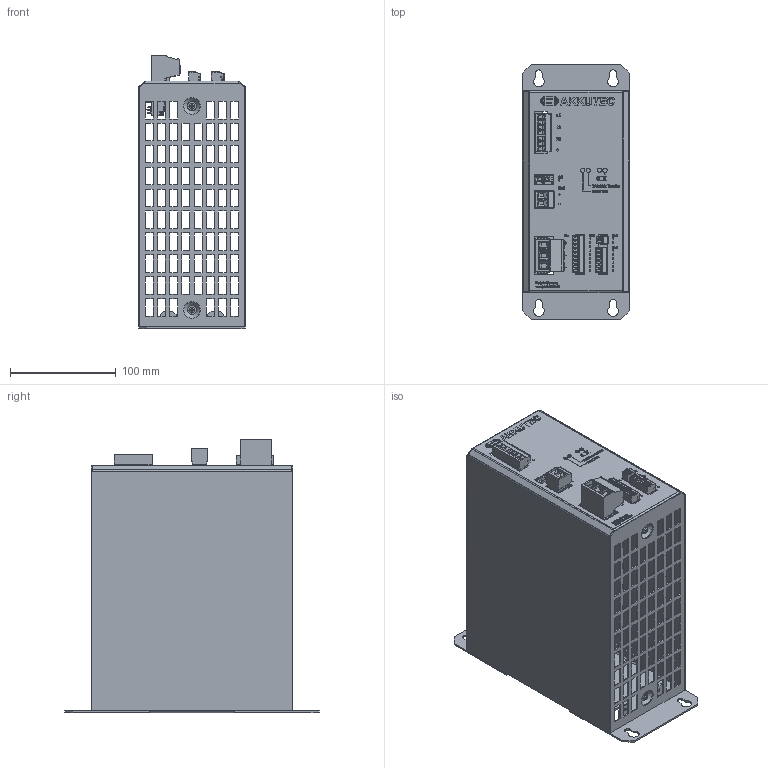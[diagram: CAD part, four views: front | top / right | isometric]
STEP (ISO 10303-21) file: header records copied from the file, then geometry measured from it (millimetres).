
FILE_DESCRIPTION(/* description */ (''),/* implementation_level */ '2;1');
FILE_NAME(/* name */ 'AKKUTEC4810.stp',/* time_stamp */ '2023-06-19T10:08:11-04:00',/* author */ ('altec'),/* organization */ (''),/* preprocessor_version */ 'ST-DEVELOPER v19.2',/* originating_system */ 'Autodesk Inventor 2024',/* authorisation */ '');
FILE_SCHEMA (('AUTOMOTIVE_DESIGN { 1 0 10303 214 3 1 1 }'));
Products named in the file (19): AKKUTEC4810; L33G1K01; L33G1K02; mc_1.5-9-G-3.81; mc_1.5-9-st-3.81; MC 1,5-6-ST-3,81; MC 1,5-6-G-3,81; MC 1,5 2-G-3,5; MC 1,5 2-ST-3,5; PC6-3-G-10,16; PC6-3-ST-10,16; pc_4-2-st-7.62; PC_4-2-G-7.62; MSTB 2,5-7-G-5,08; MSTB 2,5-7-ST-5,08; ISO 7049 - ST2,9 x 6,5 - F - HDIN ISO; Front 2,5-H-SA5; 0313G01Z02; AKKUTEC Altech Logo
Assembly tree (21 placements, depth 2):
  AKKUTEC4810
    L33G1K01
    L33G1K02
    mc_1.5-9-G-3.81
    mc_1.5-9-st-3.81
    MC 1,5-6-ST-3,81
    MC 1,5-6-G-3,81
    MC 1,5 2-G-3,5
    MC 1,5 2-ST-3,5
    PC6-3-G-10,16
    PC6-3-ST-10,16
    pc_4-2-st-7.62
    PC_4-2-G-7.62
    MSTB 2,5-7-G-5,08
    MSTB 2,5-7-ST-5,08
    ISO 7049 - ST2,9 x 6,5 - F - HDIN ISO  x4
    Front 2,5-H-SA5
    0313G01Z02
    AKKUTEC Altech Logo
Bounding box: 100.6 x 240.5 x 257.8 mm (x, y, z)
Volume: 219758.9 mm3; surface area: 360348 mm2
Topology: 176 solids, 176 shells, 7653 faces, 19547 edges, 12718 vertices
Faces by surface type: plane 5591, cylinder 1044, bspline 742, cone 124, torus 97, sphere 55
Full cylindrical faces by diameter (mm): 0.434 x1, 0.457 x11, 0.609 x1, 1.2 x19, 1.25 x17, 1.3 x4, 1.4 x9, 1.6 x28, 1.7 x9, 2.5 x4, 2.8 x29, 2.9 x21, 3 x4, 3.2 x2, 3.35 x6, 3.6 x1, 3.783 x7, 3.8 x2, 4 x13, 5.004 x3, 5.4 x2, 5.452 x2, 5.6 x3, 7.6 x3
Entity records: 240923 total; most frequent: CARTESIAN_POINT 54287, ORIENTED_EDGE 38584, DIRECTION 34163, EDGE_CURVE 19292, LINE 14709, VECTOR 14709, VERTEX_POINT 12570, AXIS2_PLACEMENT_3D 9727
